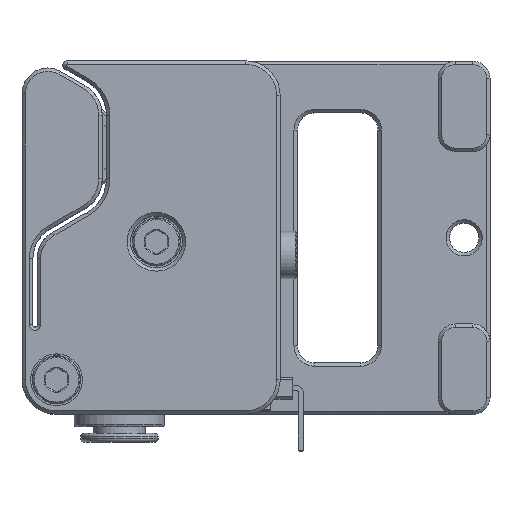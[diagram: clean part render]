
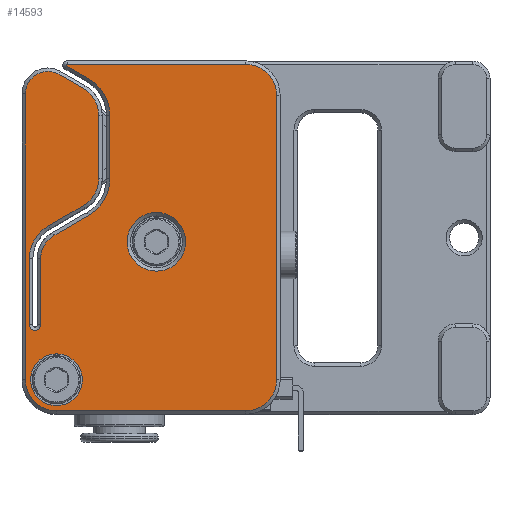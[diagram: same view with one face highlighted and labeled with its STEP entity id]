
A CAD part, top view. The second image highlights one B-rep face of the part: STEP entity #14593.
In plain terms, the highlighted planar face has unit normal (0, 0, 1).
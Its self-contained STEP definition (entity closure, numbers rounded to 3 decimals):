
#791=FACE_BOUND('',#2981,.T.);
#792=FACE_BOUND('',#2982,.T.);
#1187=PLANE('',#16451);
#2044=FACE_OUTER_BOUND('',#2980,.T.);
#2980=EDGE_LOOP('',(#13466,#13467,#13468,#13469,#13470,#13471,#13472,#13473,
#13474,#13475,#13476,#13477,#13478,#13479,#13480,#13481,#13482,#13483,#13484,
#13485,#13486,#13487,#13488,#13489));
#2981=EDGE_LOOP('',(#13490));
#2982=EDGE_LOOP('',(#13491));
#3835=LINE('',#27735,#4867);
#3950=LINE('',#28522,#4982);
#3951=LINE('',#28525,#4983);
#3956=LINE('',#28538,#4988);
#3957=LINE('',#28541,#4989);
#3962=LINE('',#28554,#4994);
#3963=LINE('',#28556,#4995);
#3966=LINE('',#28564,#4998);
#3969=LINE('',#28573,#5001);
#3974=LINE('',#28588,#5006);
#3977=LINE('',#28593,#5009);
#4015=LINE('',#28809,#5047);
#4867=VECTOR('',#20308,10.);
#4982=VECTOR('',#20705,10.);
#4983=VECTOR('',#20708,10.);
#4988=VECTOR('',#20723,10.);
#4989=VECTOR('',#20726,10.);
#4994=VECTOR('',#20741,10.);
#4995=VECTOR('',#20744,10.);
#4998=VECTOR('',#20753,10.);
#5001=VECTOR('',#20764,10.);
#5006=VECTOR('',#20781,10.);
#5009=VECTOR('',#20786,10.);
#5047=VECTOR('',#20914,10.);
#5736=CIRCLE('',#16237,3.6);
#5737=CIRCLE('',#16240,3.6);
#5784=CIRCLE('',#16340,3.);
#5800=CIRCLE('',#16378,4.9);
#5801=CIRCLE('',#16382,3.1);
#5802=CIRCLE('',#16384,4.9);
#5803=CIRCLE('',#16388,0.65);
#5804=CIRCLE('',#16390,0.1);
#5805=CIRCLE('',#16394,4.4);
#5806=CIRCLE('',#16397,3.6);
#5808=CIRCLE('',#16401,3.6);
#5810=CIRCLE('',#16404,3.6);
#5811=CIRCLE('',#16408,2.6);
#5813=CIRCLE('',#16412,3.4);
#6975=VERTEX_POINT('',#27727);
#6976=VERTEX_POINT('',#27729);
#6977=VERTEX_POINT('',#27733);
#6978=VERTEX_POINT('',#27737);
#7089=VERTEX_POINT('',#28417);
#7111=VERTEX_POINT('',#28514);
#7112=VERTEX_POINT('',#28516);
#7113=VERTEX_POINT('',#28520);
#7114=VERTEX_POINT('',#28524);
#7115=VERTEX_POINT('',#28528);
#7116=VERTEX_POINT('',#28532);
#7117=VERTEX_POINT('',#28536);
#7118=VERTEX_POINT('',#28540);
#7119=VERTEX_POINT('',#28544);
#7120=VERTEX_POINT('',#28548);
#7121=VERTEX_POINT('',#28552);
#7122=VERTEX_POINT('',#28558);
#7123=VERTEX_POINT('',#28562);
#7124=VERTEX_POINT('',#28566);
#7125=VERTEX_POINT('',#28571);
#7126=VERTEX_POINT('',#28575);
#7127=VERTEX_POINT('',#28580);
#7128=VERTEX_POINT('',#28582);
#7129=VERTEX_POINT('',#28586);
#7130=VERTEX_POINT('',#28590);
#7132=VERTEX_POINT('',#28601);
#8970=EDGE_CURVE('',#6976,#6975,#5736,.T.);
#8972=EDGE_CURVE('',#6975,#6977,#3835,.T.);
#8974=EDGE_CURVE('',#6977,#6978,#5737,.T.);
#9131=EDGE_CURVE('',#7089,#7089,#5784,.T.);
#9171=EDGE_CURVE('',#7111,#7112,#5800,.T.);
#9174=EDGE_CURVE('',#7113,#7111,#3950,.T.);
#9175=EDGE_CURVE('',#7112,#7114,#3951,.T.);
#9178=EDGE_CURVE('',#7115,#7113,#5801,.T.);
#9179=EDGE_CURVE('',#7114,#7116,#5802,.T.);
#9182=EDGE_CURVE('',#7117,#7115,#3956,.T.);
#9183=EDGE_CURVE('',#7116,#7118,#3957,.T.);
#9186=EDGE_CURVE('',#7119,#7117,#5803,.T.);
#9188=EDGE_CURVE('',#7118,#7120,#5804,.T.);
#9190=EDGE_CURVE('',#7121,#7119,#3962,.T.);
#9191=EDGE_CURVE('',#7120,#6976,#3963,.T.);
#9193=EDGE_CURVE('',#7122,#7121,#5805,.T.);
#9195=EDGE_CURVE('',#7123,#7122,#3966,.T.);
#9197=EDGE_CURVE('',#7124,#7123,#5806,.T.);
#9200=EDGE_CURVE('',#7125,#7124,#3969,.T.);
#9202=EDGE_CURVE('',#7126,#7125,#5808,.T.);
#9206=EDGE_CURVE('',#7128,#7127,#5810,.T.);
#9208=EDGE_CURVE('',#7129,#7126,#3974,.T.);
#9211=EDGE_CURVE('',#7127,#7130,#3977,.T.);
#9212=EDGE_CURVE('',#7130,#7129,#5811,.T.);
#9215=EDGE_CURVE('',#7132,#7132,#5813,.T.);
#9267=EDGE_CURVE('',#6978,#7128,#4015,.T.);
#13466=ORIENTED_EDGE('',*,*,#9191,.F.);
#13467=ORIENTED_EDGE('',*,*,#9188,.F.);
#13468=ORIENTED_EDGE('',*,*,#9183,.F.);
#13469=ORIENTED_EDGE('',*,*,#9179,.F.);
#13470=ORIENTED_EDGE('',*,*,#9175,.F.);
#13471=ORIENTED_EDGE('',*,*,#9171,.F.);
#13472=ORIENTED_EDGE('',*,*,#9174,.F.);
#13473=ORIENTED_EDGE('',*,*,#9178,.F.);
#13474=ORIENTED_EDGE('',*,*,#9182,.F.);
#13475=ORIENTED_EDGE('',*,*,#9186,.F.);
#13476=ORIENTED_EDGE('',*,*,#9190,.F.);
#13477=ORIENTED_EDGE('',*,*,#9193,.F.);
#13478=ORIENTED_EDGE('',*,*,#9195,.F.);
#13479=ORIENTED_EDGE('',*,*,#9197,.F.);
#13480=ORIENTED_EDGE('',*,*,#9200,.F.);
#13481=ORIENTED_EDGE('',*,*,#9202,.F.);
#13482=ORIENTED_EDGE('',*,*,#9208,.F.);
#13483=ORIENTED_EDGE('',*,*,#9212,.F.);
#13484=ORIENTED_EDGE('',*,*,#9211,.F.);
#13485=ORIENTED_EDGE('',*,*,#9206,.F.);
#13486=ORIENTED_EDGE('',*,*,#9267,.F.);
#13487=ORIENTED_EDGE('',*,*,#8974,.F.);
#13488=ORIENTED_EDGE('',*,*,#8972,.F.);
#13489=ORIENTED_EDGE('',*,*,#8970,.F.);
#13490=ORIENTED_EDGE('',*,*,#9215,.F.);
#13491=ORIENTED_EDGE('',*,*,#9131,.T.);
#14593=ADVANCED_FACE('',(#2044,#791,#792),#1187,.T.);
#16237=AXIS2_PLACEMENT_3D('',#27731,#20303,#20304);
#16240=AXIS2_PLACEMENT_3D('',#27739,#20312,#20313);
#16340=AXIS2_PLACEMENT_3D('',#28419,#20602,#20603);
#16378=AXIS2_PLACEMENT_3D('',#28517,#20699,#20700);
#16382=AXIS2_PLACEMENT_3D('',#28530,#20713,#20714);
#16384=AXIS2_PLACEMENT_3D('',#28533,#20717,#20718);
#16388=AXIS2_PLACEMENT_3D('',#28546,#20731,#20732);
#16390=AXIS2_PLACEMENT_3D('',#28550,#20736,#20737);
#16394=AXIS2_PLACEMENT_3D('',#28560,#20748,#20749);
#16397=AXIS2_PLACEMENT_3D('',#28568,#20757,#20758);
#16401=AXIS2_PLACEMENT_3D('',#28577,#20768,#20769);
#16404=AXIS2_PLACEMENT_3D('',#28584,#20776,#20777);
#16408=AXIS2_PLACEMENT_3D('',#28595,#20789,#20790);
#16412=AXIS2_PLACEMENT_3D('',#28602,#20798,#20799);
#16451=AXIS2_PLACEMENT_3D('',#28808,#20912,#20913);
#20303=DIRECTION('center_axis',(0.,0.,-1.));
#20304=DIRECTION('ref_axis',(0.707,0.707,0.));
#20308=DIRECTION('',(0.,-1.,0.));
#20312=DIRECTION('center_axis',(0.,0.,-1.));
#20313=DIRECTION('ref_axis',(0.707,-0.707,0.));
#20602=DIRECTION('center_axis',(0.,0.,-1.));
#20603=DIRECTION('ref_axis',(1.,0.,0.));
#20699=DIRECTION('center_axis',(0.,0.,1.));
#20700=DIRECTION('ref_axis',(0.5,-0.866,0.));
#20705=DIRECTION('',(0.866,0.5,0.));
#20708=DIRECTION('',(0.,1.,0.));
#20713=DIRECTION('center_axis',(0.,0.,-1.));
#20714=DIRECTION('ref_axis',(-0.5,0.866,0.));
#20717=DIRECTION('center_axis',(0.,0.,1.));
#20718=DIRECTION('ref_axis',(1.,0.,0.));
#20723=DIRECTION('',(0.,1.,0.));
#20726=DIRECTION('',(-0.866,0.5,0.));
#20731=DIRECTION('center_axis',(0.,0.,1.));
#20732=DIRECTION('ref_axis',(-1.,0.,0.));
#20736=DIRECTION('center_axis',(0.,0.,-1.));
#20737=DIRECTION('ref_axis',(-0.966,0.259,0.));
#20741=DIRECTION('',(0.,-1.,0.));
#20744=DIRECTION('',(1.,0.,0.));
#20748=DIRECTION('center_axis',(0.,0.,1.));
#20749=DIRECTION('ref_axis',(-0.5,0.866,0.));
#20753=DIRECTION('',(-0.866,-0.5,0.));
#20757=DIRECTION('center_axis',(0.,0.,-1.));
#20758=DIRECTION('ref_axis',(0.5,-0.866,0.));
#20764=DIRECTION('',(0.,-1.,0.));
#20768=DIRECTION('center_axis',(0.,0.,-1.));
#20769=DIRECTION('ref_axis',(1.,0.,0.));
#20776=DIRECTION('center_axis',(0.,0.,-1.));
#20777=DIRECTION('ref_axis',(-0.707,-0.707,0.));
#20781=DIRECTION('',(0.866,-0.5,0.));
#20786=DIRECTION('',(0.,1.,0.));
#20789=DIRECTION('center_axis',(0.,0.,-1.));
#20790=DIRECTION('ref_axis',(-1.,0.,0.));
#20798=DIRECTION('center_axis',(0.,0.,1.));
#20799=DIRECTION('ref_axis',(1.,0.,0.));
#20912=DIRECTION('center_axis',(0.,0.,1.));
#20913=DIRECTION('ref_axis',(0.,-1.,0.));
#20914=DIRECTION('',(-1.,0.,0.));
#27727=CARTESIAN_POINT('',(18.25,6.,19.));
#27729=CARTESIAN_POINT('',(14.65,9.6,19.));
#27731=CARTESIAN_POINT('Origin',(14.65,6.,19.));
#27733=CARTESIAN_POINT('',(18.25,-27.,19.));
#27735=CARTESIAN_POINT('',(18.25,-0.25,19.));
#27737=CARTESIAN_POINT('',(14.65,-30.6,19.));
#27739=CARTESIAN_POINT('Origin',(14.65,-27.,19.));
#28417=CARTESIAN_POINT('',(-10.3,-27.,19.));
#28419=CARTESIAN_POINT('Origin',(-7.3,-27.,19.));
#28514=CARTESIAN_POINT('',(-3.55,-7.934,19.));
#28516=CARTESIAN_POINT('',(-1.1,-3.691,19.));
#28517=CARTESIAN_POINT('Origin',(-6.,-3.691,19.));
#28520=CARTESIAN_POINT('',(-7.59,-10.267,19.));
#28522=CARTESIAN_POINT('',(-0.356,-6.09,19.));
#28524=CARTESIAN_POINT('',(-1.1,3.691,19.));
#28525=CARTESIAN_POINT('',(-1.1,3.155,19.));
#28528=CARTESIAN_POINT('',(-9.14,-12.951,19.));
#28530=CARTESIAN_POINT('Origin',(-6.04,-12.951,19.));
#28532=CARTESIAN_POINT('',(-3.55,7.934,19.));
#28533=CARTESIAN_POINT('Origin',(-6.,3.691,19.));
#28536=CARTESIAN_POINT('',(-9.14,-20.642,19.));
#28538=CARTESIAN_POINT('',(-9.14,-5.321,19.));
#28540=CARTESIAN_POINT('',(-6.112,9.413,19.));
#28541=CARTESIAN_POINT('',(-2.666,7.424,19.));
#28544=CARTESIAN_POINT('',(-10.44,-20.642,19.));
#28546=CARTESIAN_POINT('Origin',(-9.79,-20.642,19.));
#28548=CARTESIAN_POINT('',(-6.062,9.6,19.));
#28550=CARTESIAN_POINT('Origin',(-6.062,9.5,19.));
#28552=CARTESIAN_POINT('',(-10.44,-12.951,19.));
#28554=CARTESIAN_POINT('',(-10.44,-1.476,19.));
#28556=CARTESIAN_POINT('',(0.,9.6,19.));
#28558=CARTESIAN_POINT('',(-8.24,-9.141,19.));
#28560=CARTESIAN_POINT('Origin',(-6.04,-12.951,19.));
#28562=CARTESIAN_POINT('',(-4.2,-6.808,19.));
#28564=CARTESIAN_POINT('',(1.014,-3.798,19.));
#28566=CARTESIAN_POINT('',(-2.4,-3.691,19.));
#28568=CARTESIAN_POINT('Origin',(-6.,-3.691,19.));
#28571=CARTESIAN_POINT('',(-2.4,3.691,19.));
#28573=CARTESIAN_POINT('',(-2.4,6.845,19.));
#28575=CARTESIAN_POINT('',(-4.2,6.808,19.));
#28577=CARTESIAN_POINT('Origin',(-6.,3.691,19.));
#28580=CARTESIAN_POINT('',(-10.9,-27.,19.));
#28582=CARTESIAN_POINT('',(-7.3,-30.6,19.));
#28584=CARTESIAN_POINT('Origin',(-7.3,-27.,19.));
#28586=CARTESIAN_POINT('',(-7.,8.425,19.));
#28588=CARTESIAN_POINT('',(-5.78,7.721,19.));
#28590=CARTESIAN_POINT('',(-10.9,6.173,19.));
#28593=CARTESIAN_POINT('',(-10.9,-0.25,19.));
#28595=CARTESIAN_POINT('Origin',(-8.3,6.173,19.));
#28601=CARTESIAN_POINT('',(0.9,-11.,19.));
#28602=CARTESIAN_POINT('Origin',(4.3,-11.,19.));
#28808=CARTESIAN_POINT('Origin',(0.,10.,19.));
#28809=CARTESIAN_POINT('',(0.,-30.6,19.));
